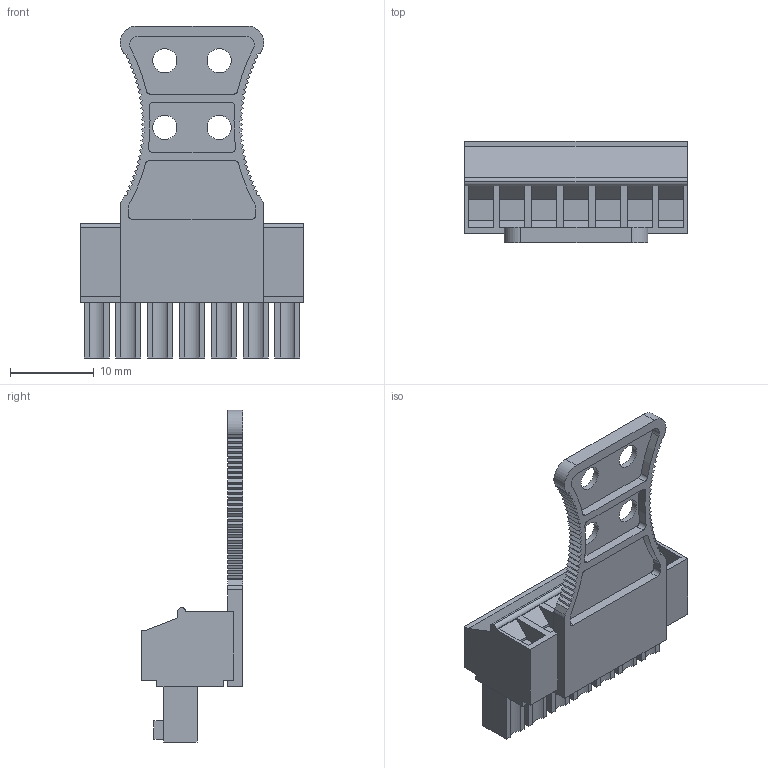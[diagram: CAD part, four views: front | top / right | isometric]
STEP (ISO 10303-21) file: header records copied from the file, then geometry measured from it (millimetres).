
FILE_DESCRIPTION(('CATIA V5 STEP Exchange','CAx-IF Rec.Pracs.--- Model Styling and Organization---1.2---2011-12-15'),'2;1');
FILE_NAME ('D1450052_0_1236290000_1236290000.stp','2018-09-19T14:45:42+00:00',('none'),('Weidmueller'),'CATIA Version 5-6 Release 2014','CATIA V5 STEP AP214','none');
FILE_SCHEMA(('AUTOMOTIVE_DESIGN { 1 0 10303 214 1 1 1 1 }'));
Length unit declared in the file: millimetre
Products named in the file (1): 1236290000
Bounding box: 26.67 x 12.2 x 39.75 mm (x, y, z)
Volume: 3092.4 mm3; surface area: 3671.9 mm2
Topology: 2 solids, 2 shells, 389 faces, 1058 edges, 704 vertices
Faces by surface type: plane 309, cylinder 66, cone 14
Entity records: 11399 total; most frequent: ORIENTED_EDGE 2116, CARTESIAN_POINT 2023, DIRECTION 1578, EDGE_CURVE 1058, VECTOR 898, LINE 898, VERTEX_POINT 704, EDGE_LOOP 428
